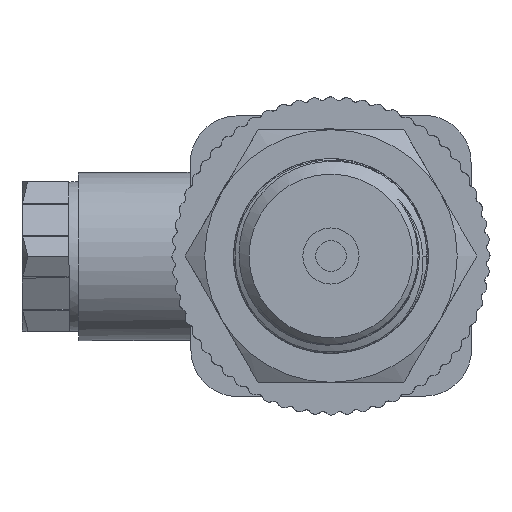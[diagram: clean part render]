
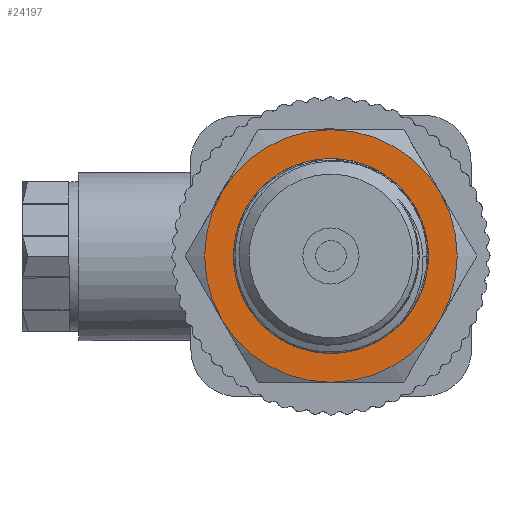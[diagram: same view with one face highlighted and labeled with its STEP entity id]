
A CAD part, left-side view. The second image highlights one B-rep face of the part: STEP entity #24197.
In plain terms, the highlighted planar face has unit normal (-1, 0, 0).
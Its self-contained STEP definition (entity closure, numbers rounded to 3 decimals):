
#847=PLANE('',#25483);
#1538=FACE_BOUND('',#3330,.T.);
#1959=FACE_OUTER_BOUND('',#3329,.T.);
#3329=EDGE_LOOP('',(#18036));
#3330=EDGE_LOOP('',(#18037));
#4553=CIRCLE('',#25473,10.);
#4555=CIRCLE('',#25481,13.5);
#10629=VERTEX_POINT('',#46111);
#10630=VERTEX_POINT('',#47965);
#13406=EDGE_CURVE('',#10629,#10629,#4553,.T.);
#13414=EDGE_CURVE('',#10630,#10630,#4555,.T.);
#18036=ORIENTED_EDGE('',*,*,#13414,.F.);
#18037=ORIENTED_EDGE('',*,*,#13406,.T.);
#24197=ADVANCED_FACE('',(#1959,#1538),#847,.T.);
#25473=AXIS2_PLACEMENT_3D('',#46112,#27404,#27405);
#25481=AXIS2_PLACEMENT_3D('',#47967,#27423,#27424);
#25483=AXIS2_PLACEMENT_3D('',#47969,#27427,#27428);
#27404=DIRECTION('center_axis',(1.,0.,0.));
#27405=DIRECTION('ref_axis',(0.,0.,-1.));
#27423=DIRECTION('center_axis',(1.,0.,0.));
#27424=DIRECTION('ref_axis',(0.,0.,-1.));
#27427=DIRECTION('center_axis',(-1.,0.,0.));
#27428=DIRECTION('ref_axis',(0.,0.,1.));
#46111=CARTESIAN_POINT('',(-47.,0.,10.));
#46112=CARTESIAN_POINT('Origin',(-47.,0.,0.));
#47965=CARTESIAN_POINT('',(-47.,-13.5,0.));
#47967=CARTESIAN_POINT('Origin',(-47.,0.,0.));
#47969=CARTESIAN_POINT('Origin',(-47.,13.5,0.));
